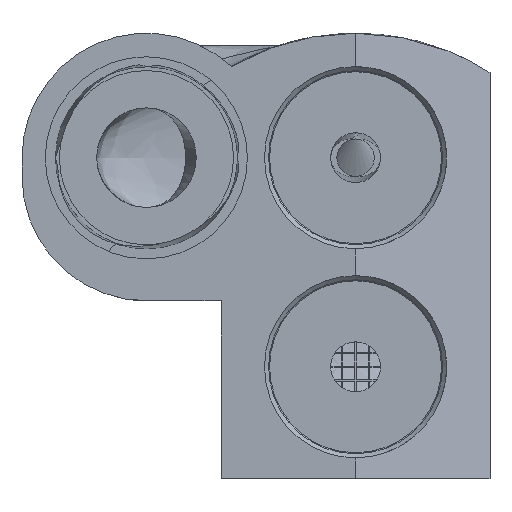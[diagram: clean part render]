
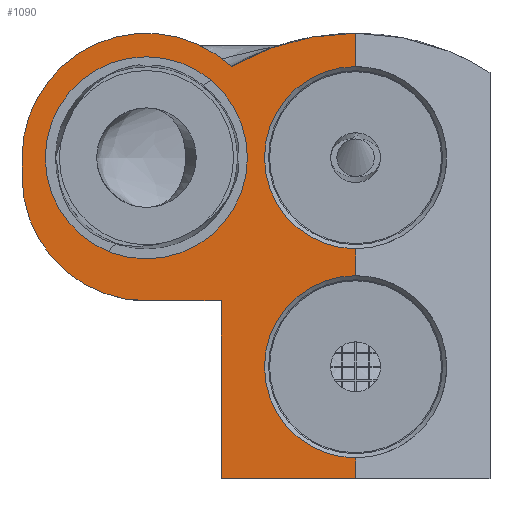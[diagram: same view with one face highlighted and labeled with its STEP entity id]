
A CAD part, left-side view. The second image highlights one B-rep face of the part: STEP entity #1090.
In plain terms, the highlighted planar face has unit normal (-1, 0, 0).
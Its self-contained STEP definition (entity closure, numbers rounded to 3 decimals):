
#281=FACE_BOUND('',#2447,.T.);
#282=FACE_BOUND('',#2448,.T.);
#883=CIRCLE('',#10199,0.25);
#885=CIRCLE('',#10205,0.5);
#892=CIRCLE('',#10217,0.25);
#895=CIRCLE('',#10223,0.203);
#896=CIRCLE('',#10225,0.183);
#897=CIRCLE('',#10226,0.183);
#1090=ADVANCED_FACE('',(#281,#282),#1632,.T.);
#1632=PLANE('',#10227);
#2447=EDGE_LOOP('',(#3202));
#2448=EDGE_LOOP('',(#3203,#3204,#3205,#3206,#3207,#3208,#3209,#3210,#3211,
#3212,#3213,#3214));
#3202=ORIENTED_EDGE('',*,*,#6902,.F.);
#3203=ORIENTED_EDGE('',*,*,#6903,.T.);
#3204=ORIENTED_EDGE('',*,*,#6904,.T.);
#3205=ORIENTED_EDGE('',*,*,#6905,.T.);
#3206=ORIENTED_EDGE('',*,*,#6906,.T.);
#3207=ORIENTED_EDGE('',*,*,#6907,.T.);
#3208=ORIENTED_EDGE('',*,*,#6886,.T.);
#3209=ORIENTED_EDGE('',*,*,#6897,.T.);
#3210=ORIENTED_EDGE('',*,*,#6898,.T.);
#3211=ORIENTED_EDGE('',*,*,#6874,.T.);
#3212=ORIENTED_EDGE('',*,*,#6883,.T.);
#3213=ORIENTED_EDGE('',*,*,#6870,.T.);
#3214=ORIENTED_EDGE('',*,*,#6881,.T.);
#5944=VERTEX_POINT('',#13358);
#5946=VERTEX_POINT('',#13362);
#5947=VERTEX_POINT('',#13366);
#5950=VERTEX_POINT('',#13371);
#5955=VERTEX_POINT('',#13385);
#5957=VERTEX_POINT('',#13394);
#5958=VERTEX_POINT('',#13396);
#5967=VERTEX_POINT('',#13427);
#5970=VERTEX_POINT('',#13439);
#5971=VERTEX_POINT('',#13442);
#5972=VERTEX_POINT('',#13444);
#5973=VERTEX_POINT('',#13446);
#5974=VERTEX_POINT('',#13448);
#6870=EDGE_CURVE('',#5944,#5946,#8268,.T.);
#6874=EDGE_CURVE('',#5947,#5950,#883,.T.);
#6881=EDGE_CURVE('',#5946,#5955,#8277,.T.);
#6883=EDGE_CURVE('',#5950,#5944,#8279,.T.);
#6886=EDGE_CURVE('',#5958,#5957,#885,.T.);
#6897=EDGE_CURVE('',#5957,#5967,#892,.T.);
#6898=EDGE_CURVE('',#5967,#5947,#8282,.T.);
#6902=EDGE_CURVE('',#5970,#5970,#895,.T.);
#6903=EDGE_CURVE('',#5955,#5971,#8284,.T.);
#6904=EDGE_CURVE('',#5971,#5972,#896,.T.);
#6905=EDGE_CURVE('',#5972,#5973,#8285,.T.);
#6906=EDGE_CURVE('',#5973,#5974,#897,.T.);
#6907=EDGE_CURVE('',#5974,#5958,#8286,.T.);
#8268=LINE('',#13363,#9233);
#8277=LINE('',#13386,#9242);
#8279=LINE('',#13389,#9244);
#8282=LINE('',#13430,#9247);
#8284=LINE('',#13441,#9249);
#8285=LINE('',#13445,#9250);
#8286=LINE('',#13449,#9251);
#9233=VECTOR('',#10932,1.);
#9242=VECTOR('',#10951,1.);
#9244=VECTOR('',#10955,1.);
#9247=VECTOR('',#10990,1.);
#9249=VECTOR('',#11004,1.);
#9250=VECTOR('',#11007,1.);
#9251=VECTOR('',#11010,1.);
#10199=AXIS2_PLACEMENT_3D('',#13372,#10939,#10940);
#10205=AXIS2_PLACEMENT_3D('',#13395,#10961,#10962);
#10217=AXIS2_PLACEMENT_3D('',#13428,#10986,#10987);
#10223=AXIS2_PLACEMENT_3D('',#13438,#11000,#11001);
#10225=AXIS2_PLACEMENT_3D('',#13443,#11005,#11006);
#10226=AXIS2_PLACEMENT_3D('',#13447,#11008,#11009);
#10227=AXIS2_PLACEMENT_3D('',#13450,#11011,#11012);
#10932=DIRECTION('',(0.,0.,-1.));
#10939=DIRECTION('',(-1.,0.,0.));
#10940=DIRECTION('',(0.,1.,0.));
#10951=DIRECTION('',(0.,-1.,0.));
#10955=DIRECTION('',(0.,-1.,0.));
#10961=DIRECTION('',(-1.,0.,0.));
#10962=DIRECTION('',(0.,0.,1.));
#10986=DIRECTION('',(-1.,0.,0.));
#10987=DIRECTION('',(0.,-0.681,0.732));
#10990=DIRECTION('',(0.,0.,-1.));
#11000=DIRECTION('',(-1.,0.,0.));
#11001=DIRECTION('',(0.,1.,0.));
#11004=DIRECTION('',(0.,0.,1.));
#11005=DIRECTION('',(1.,0.,0.));
#11006=DIRECTION('',(0.,1.,0.));
#11007=DIRECTION('',(0.,0.,1.));
#11008=DIRECTION('',(1.,0.,0.));
#11009=DIRECTION('',(0.,-1.,0.));
#11010=DIRECTION('',(0.,0.,1.));
#11011=DIRECTION('',(-1.,0.,0.));
#11012=DIRECTION('',(0.,0.,1.));
#13358=CARTESIAN_POINT('',(-2.433,0.27,-0.288));
#13362=CARTESIAN_POINT('',(-2.433,0.27,-0.645));
#13363=CARTESIAN_POINT('',(-2.433,0.27,-0.288));
#13366=CARTESIAN_POINT('',(-2.433,0.67,-0.038));
#13371=CARTESIAN_POINT('',(-2.433,0.42,-0.288));
#13372=CARTESIAN_POINT('',(-2.433,0.42,-0.038));
#13385=CARTESIAN_POINT('',(-2.433,0.,-0.645));
#13386=CARTESIAN_POINT('',(-2.433,-0.109,-0.645));
#13389=CARTESIAN_POINT('',(-2.433,0.42,-0.288));
#13394=CARTESIAN_POINT('',(-2.433,0.25,0.183));
#13395=CARTESIAN_POINT('',(-2.433,0.,-0.25));
#13396=CARTESIAN_POINT('',(-2.433,0.,0.25));
#13427=CARTESIAN_POINT('',(-2.433,0.67,0.));
#13428=CARTESIAN_POINT('',(-2.433,0.42,0.));
#13430=CARTESIAN_POINT('',(-2.433,0.67,0.));
#13438=CARTESIAN_POINT('',(-2.433,0.42,0.));
#13439=CARTESIAN_POINT('',(-2.433,0.623,0.));
#13441=CARTESIAN_POINT('',(-2.433,0.,0.09));
#13442=CARTESIAN_POINT('',(-2.433,0.,-0.603));
#13443=CARTESIAN_POINT('',(-2.433,0.,-0.42));
#13444=CARTESIAN_POINT('',(-2.433,0.,-0.237));
#13445=CARTESIAN_POINT('',(-2.433,0.,0.09));
#13446=CARTESIAN_POINT('',(-2.433,0.,-0.183));
#13447=CARTESIAN_POINT('',(-2.433,0.,0.));
#13448=CARTESIAN_POINT('',(-2.433,0.,0.183));
#13449=CARTESIAN_POINT('',(-2.433,0.,0.09));
#13450=CARTESIAN_POINT('',(-2.433,0.,0.));
